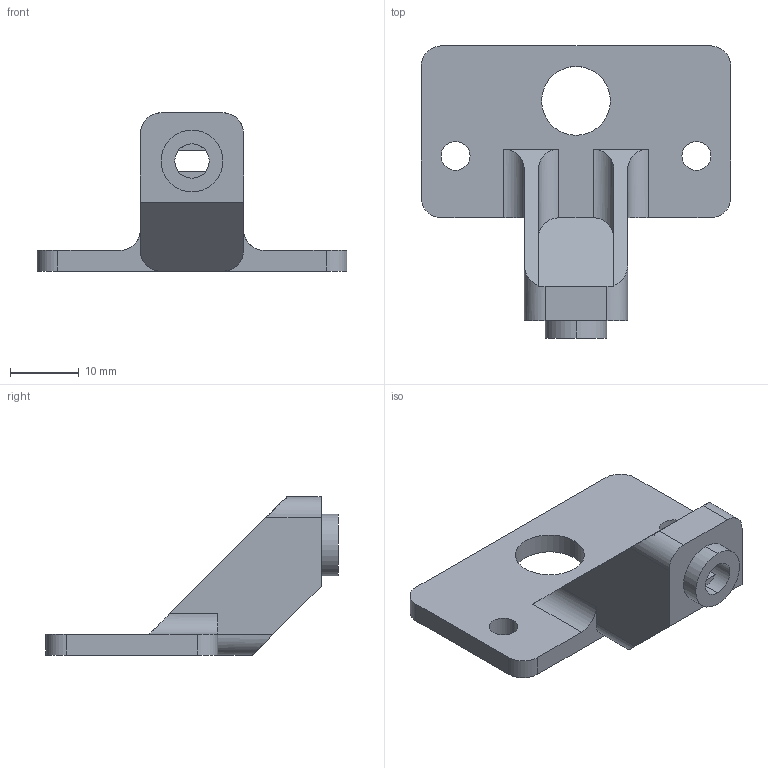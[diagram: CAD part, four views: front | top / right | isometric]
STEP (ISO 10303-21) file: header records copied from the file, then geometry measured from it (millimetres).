
FILE_DESCRIPTION (( 'STEP AP214' ), '1' );
FILE_NAME ('Stepper-Stepper Adapter.STEP', '2025-11-17T18:29:09', ( '' ), ( '' ), 'SwSTEP 2.0', 'SolidWorks 2025', '' );
FILE_SCHEMA (( 'AUTOMOTIVE_DESIGN' ));
Length unit declared in the file: millimetre
Products named in the file (1): Stepper-Stepper Adapter
Bounding box: 45 x 42.5 x 23 mm (x, y, z)
Volume: 5878.7 mm3; surface area: 4417.2 mm2
Topology: 1 solids, 1 shells, 45 faces, 126 edges, 84 vertices
Faces by surface type: plane 23, cylinder 22
Entity records: 1499 total; most frequent: CARTESIAN_POINT 286, ORIENTED_EDGE 252, DIRECTION 248, EDGE_CURVE 126, AXIS2_PLACEMENT_3D 86, VERTEX_POINT 84, VECTOR 76, LINE 76
